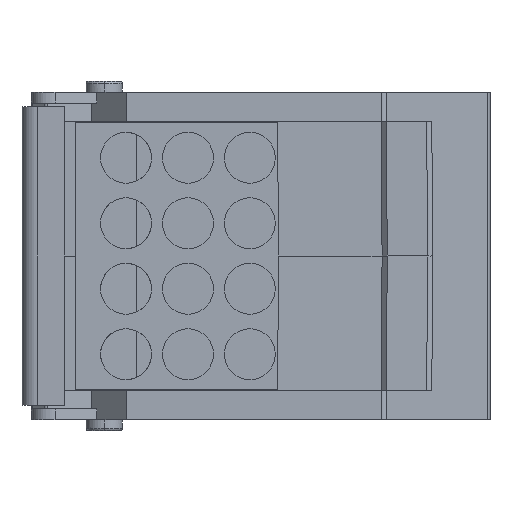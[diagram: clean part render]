
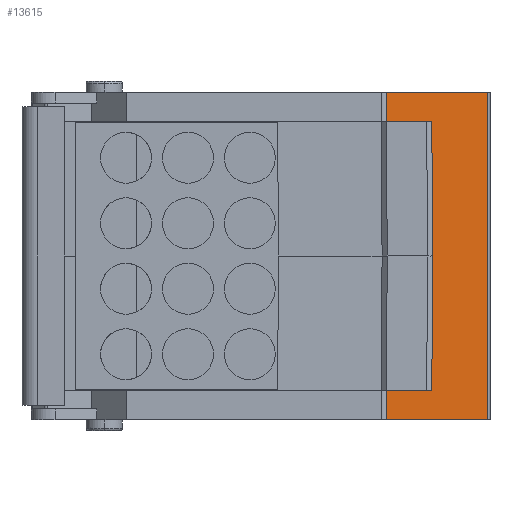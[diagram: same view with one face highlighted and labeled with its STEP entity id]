
A CAD part, left-side view. The second image highlights one B-rep face of the part: STEP entity #13615.
In plain terms, the highlighted planar face has unit normal (-0.707, -0.707, 0).
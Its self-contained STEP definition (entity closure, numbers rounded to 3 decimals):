
#185=DIRECTION('',(-0.707,0.707,0.));
#186=VECTOR('',#185,19.678);
#187=CARTESIAN_POINT('',(-28.793,-26.707,41.));
#188=LINE('',#187,#186);
#301=DIRECTION('',(0.,0.,-1.));
#302=VECTOR('',#301,4.);
#303=CARTESIAN_POINT('',(-42.707,-12.793,41.));
#304=LINE('',#303,#302);
#309=DIRECTION('',(0.009,-0.009,1.));
#310=VECTOR('',#309,18.501);
#311=CARTESIAN_POINT('',(-36.507,-18.993,0.));
#312=LINE('',#311,#310);
#313=DIRECTION('',(-0.009,0.009,1.));
#314=VECTOR('',#313,18.501);
#315=CARTESIAN_POINT('',(-36.346,-19.154,18.5));
#316=LINE('',#315,#314);
#324=CARTESIAN_POINT('',(-36.507,-18.993,0.));
#421=DIRECTION('',(-0.707,0.707,0.));
#422=VECTOR('',#421,8.768);
#423=CARTESIAN_POINT('',(-36.507,-18.993,0.));
#424=LINE('',#423,#422);
#1092=DIRECTION('',(0.707,-0.707,0.));
#1093=VECTOR('',#1092,19.678);
#1094=CARTESIAN_POINT('',(-42.707,-12.793,-4.));
#1095=LINE('',#1094,#1093);
#1584=DIRECTION('',(0.,0.,1.));
#1585=VECTOR('',#1584,45.);
#1586=CARTESIAN_POINT('',(-28.793,-26.707,-4.));
#1587=LINE('',#1586,#1585);
#2115=DIRECTION('',(0.707,-0.707,0.));
#2116=VECTOR('',#2115,8.768);
#2117=CARTESIAN_POINT('',(-42.707,-12.793,37.));
#2118=LINE('',#2117,#2116);
#8549=DIRECTION('',(0.,0.,-1.));
#8550=VECTOR('',#8549,4.);
#8551=CARTESIAN_POINT('',(-42.707,-12.793,0.));
#8552=LINE('',#8551,#8550);
#11576=VERTEX_POINT('',#324);
#11577=CARTESIAN_POINT('',(-42.707,-12.793,0.));
#11578=VERTEX_POINT('',#11577);
#11868=CARTESIAN_POINT('',(-42.707,-12.793,-4.));
#11869=VERTEX_POINT('',#11868);
#11870=CARTESIAN_POINT('',(-28.793,-26.707,-4.));
#11871=VERTEX_POINT('',#11870);
#12096=CARTESIAN_POINT('',(-28.793,-26.707,41.));
#12097=VERTEX_POINT('',#12096);
#12098=CARTESIAN_POINT('',(-36.346,-19.154,
18.5));
#12099=VERTEX_POINT('',#12098);
#12100=CARTESIAN_POINT('',(-36.507,-18.993,37.));
#12101=VERTEX_POINT('',#12100);
#12102=CARTESIAN_POINT('',(-42.707,-12.793,37.));
#12103=VERTEX_POINT('',#12102);
#12104=CARTESIAN_POINT('',(-42.707,-12.793,41.));
#12105=VERTEX_POINT('',#12104);
#13592=CARTESIAN_POINT('',(-28.5,-27.,18.5));
#13593=DIRECTION('',(0.707,0.707,0.));
#13594=DIRECTION('',(-0.707,0.707,0.));
#13595=AXIS2_PLACEMENT_3D('',#13592,#13593,#13594);
#13596=PLANE('',#13595);
#13598=ORIENTED_EDGE('',*,*,#13597,.T.);
#13600=ORIENTED_EDGE('',*,*,#13599,.T.);
#13602=ORIENTED_EDGE('',*,*,#13601,.F.);
#13603=ORIENTED_EDGE('',*,*,#13583,.F.);
#13604=ORIENTED_EDGE('',*,*,#13507,.F.);
#13606=ORIENTED_EDGE('',*,*,#13605,.F.);
#13608=ORIENTED_EDGE('',*,*,#13607,.F.);
#13610=ORIENTED_EDGE('',*,*,#13609,.F.);
#13612=ORIENTED_EDGE('',*,*,#13611,.F.);
#13613=EDGE_LOOP('',(#13598,#13600,#13602,#13603,#13604,#13606,#13608,#13610,
#13612));
#13614=FACE_OUTER_BOUND('',#13613,.F.);
#13615=ADVANCED_FACE('',(#13614),#13596,.F.);
#13507=EDGE_CURVE('',#12097,#12105,#188,.T.);
#13583=EDGE_CURVE('',#12105,#12103,#304,.T.);
#13597=EDGE_CURVE('',#11576,#12099,#312,.T.);
#13599=EDGE_CURVE('',#12099,#12101,#316,.T.);
#13601=EDGE_CURVE('',#12103,#12101,#2118,.T.);
#13605=EDGE_CURVE('',#11871,#12097,#1587,.T.);
#13607=EDGE_CURVE('',#11869,#11871,#1095,.T.);
#13609=EDGE_CURVE('',#11578,#11869,#8552,.T.);
#13611=EDGE_CURVE('',#11576,#11578,#424,.T.);
